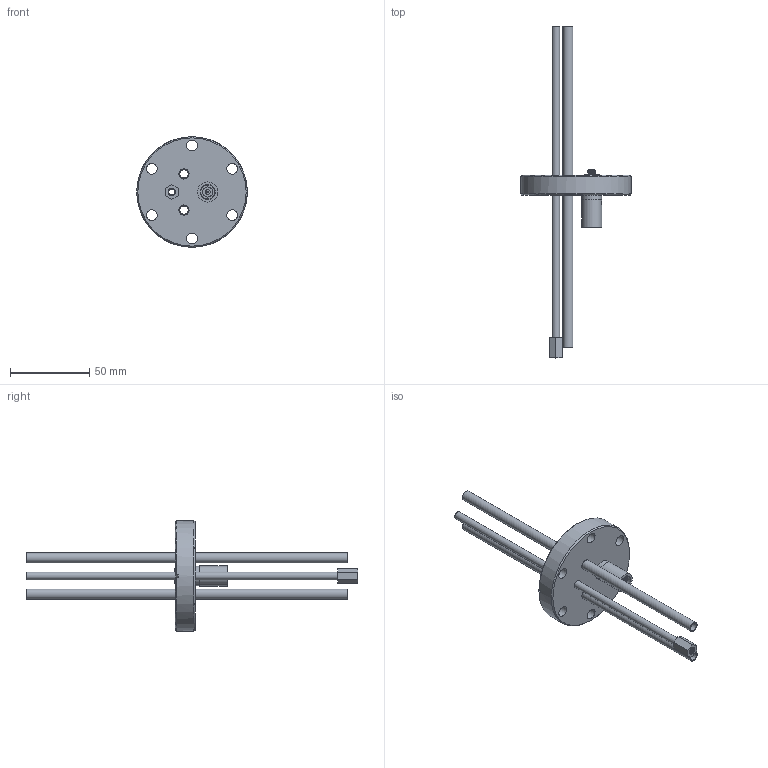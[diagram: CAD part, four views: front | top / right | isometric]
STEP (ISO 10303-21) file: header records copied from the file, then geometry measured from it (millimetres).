
FILE_DESCRIPTION(/* description */ (''),/* implementation_level */ '2;1');
FILE_NAME(/* name */ '784-274_A.stp',/* time_stamp */ '2021-12-03T14:45:36-05:00',/* author */ (''),/* organization */ (''),/* preprocessor_version */ 'ST-DEVELOPER v16',/* originating_system */ 'SIEMENS PLM Software NX 10.0',/* authorisation */ '');
FILE_SCHEMA (('AUTOMOTIVE_DESIGN { 1 0 10303 214 3 1 1 1 }'));
Length unit declared in the file: inch
Products named in the file (12): 206-874-P25_A; 206-874-P26_A; 007-133_C; 784-316-P1_A; 206-895-P1_B; 750-038-P1_A; 600-031-P1_B; 069-0095_2; 750-491-G1_C; 784-274-G1U_B_MODEL; 784-274-G1_B_MODEL; 784-274_A
Assembly tree (12 placements, depth 4):
  784-274_A
    784-274-G1_B_MODEL
      784-274-G1U_B_MODEL
        750-038-P1_A
        206-895-P1_B
        784-316-P1_A
        007-133_C
        206-874-P26_A  x2
        206-874-P25_A
      750-491-G1_C
      069-0095_2
      600-031-P1_B
Bounding box: 69.85 x 209.55 x 69.85 mm (x, y, z)
Volume: 49048.8 mm3; surface area: 36219.5 mm2
Topology: 9 solids, 9 shells, 154 faces, 334 edges, 205 vertices
Faces by surface type: cone 67, plane 45, cylinder 40, torus 2
Full cylindrical faces by diameter (mm): 0.965 x1, 1.016 x2, 2.032 x1, 3.175 x3, 3.746 x1, 3.759 x1, 4.762 x1, 4.851 x1, 4.928 x1, 4.953 x1, 5.207 x2, 6.35 x3, 6.452 x2, 6.8 x6, 8.496 x1, 8.763 x1, 9.373 x1, 9.512 x1, 9.525 x2, 12.56 x1, 12.7 x2, 41.91 x1, 48.311 x1, 69.85 x1
Entity records: 4434 total; most frequent: CARTESIAN_POINT 694, DIRECTION 670, ORIENTED_EDGE 410, AXIS2_PLACEMENT_3D 312, EDGE_LOOP 294, FACE_BOUND 272, EDGE_CURVE 205, VERTEX_POINT 182
